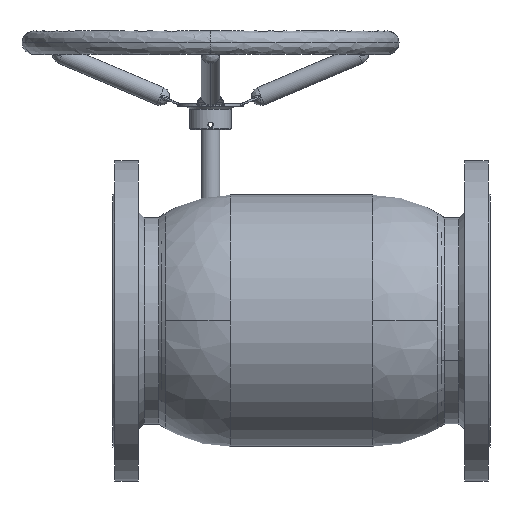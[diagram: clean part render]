
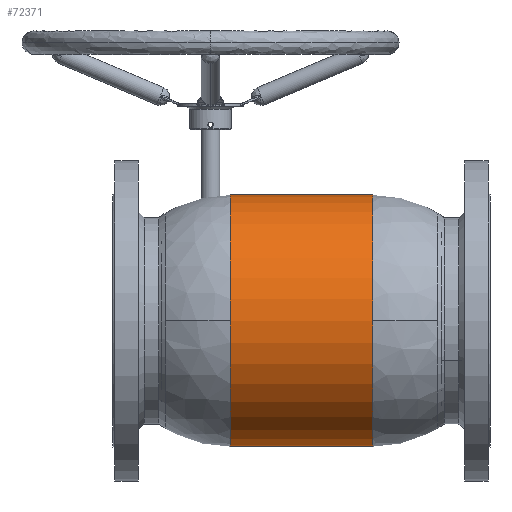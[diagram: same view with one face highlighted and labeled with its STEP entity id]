
A CAD part, front view. The second image highlights one B-rep face of the part: STEP entity #72371.
In plain terms, the highlighted cylindrical face has radius 133.5 mm (diameter 267 mm), a partial arc.
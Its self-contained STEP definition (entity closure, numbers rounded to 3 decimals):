
#44811 = DIRECTION ( 'NONE',  ( 0., -1., 0. ) ) ;
#44812 = DIRECTION ( 'NONE',  ( -1., 0., 0. ) ) ;
#44813 = CARTESIAN_POINT ( 'NONE',  ( -75.5, 0., 0. ) ) ;
#44814 = AXIS2_PLACEMENT_3D ( 'NONE', #44813, #44812, #44811 ) ;
#44815 = CIRCLE ( 'NONE', #44814, 133.5 ) ;
#44816 = DIRECTION ( 'NONE',  ( 0., 1., 0. ) ) ;
#44817 = DIRECTION ( 'NONE',  ( 1., 0., 0. ) ) ;
#44818 = CARTESIAN_POINT ( 'NONE',  ( 75.5, 0., 0. ) ) ;
#44819 = AXIS2_PLACEMENT_3D ( 'NONE', #44818, #44817, #44816 ) ;
#44820 = CIRCLE ( 'NONE', #44819, 133.5 ) ;
#45649 = CARTESIAN_POINT ( 'NONE',  ( 75.5, 0., 0. ) ) ;
#45650 = AXIS2_PLACEMENT_3D ( 'NONE', #45649, #46066, #46065 ) ;
#45652 = CIRCLE ( 'NONE', #45650, 133.5 ) ;
#45658 = CARTESIAN_POINT ( 'NONE',  ( 75.5, -133.5, 0. ) ) ;
#45852 = CARTESIAN_POINT ( 'NONE',  ( -75.5, -133.5, 0. ) ) ;
#45961 = DIRECTION ( 'NONE',  ( 0., 0., 1. ) ) ;
#45963 = DIRECTION ( 'NONE',  ( -1., 0., 0. ) ) ;
#45965 = CARTESIAN_POINT ( 'NONE',  ( 0., 0., 0. ) ) ;
#45967 = AXIS2_PLACEMENT_3D ( 'NONE', #45965, #45963, #45961 ) ;
#45974 = CYLINDRICAL_SURFACE ( 'NONE', #45967, 133.5 ) ;
#46020 = DIRECTION ( 'NONE',  ( 0., -1., 0. ) ) ;
#46021 = DIRECTION ( 'NONE',  ( -1., 0., 0. ) ) ;
#46022 = CARTESIAN_POINT ( 'NONE',  ( -75.5, 0., 0. ) ) ;
#46023 = AXIS2_PLACEMENT_3D ( 'NONE', #46022, #46021, #46020 ) ;
#46024 = CIRCLE ( 'NONE', #46023, 133.5 ) ;
#46025 = FACE_OUTER_BOUND ( 'NONE', #72089, .T. ) ;
#46065 = DIRECTION ( 'NONE',  ( 0., 1., 0. ) ) ;
#46066 = DIRECTION ( 'NONE',  ( 1., 0., 0. ) ) ;
#52078 = CARTESIAN_POINT ( 'NONE',  ( 75.5, 0., 133.5 ) ) ;
#53269 = DIRECTION ( 'NONE',  ( -1., 0., 0. ) ) ;
#53271 = VECTOR ( 'NONE', #53269, 1000. ) ;
#53273 = CARTESIAN_POINT ( 'NONE',  ( 0., 0., 133.5 ) ) ;
#53274 = LINE ( 'NONE', #53273, #53271 ) ;
#53281 = CARTESIAN_POINT ( 'NONE',  ( -75.5, 0., 133.5 ) ) ;
#53285 = CARTESIAN_POINT ( 'NONE',  ( -75.5, 0., -133.5 ) ) ;
#53287 = DIRECTION ( 'NONE',  ( -1., 0., 0. ) ) ;
#53288 = VECTOR ( 'NONE', #53287, 1000. ) ;
#53290 = CARTESIAN_POINT ( 'NONE',  ( 0., 0., -133.5 ) ) ;
#53292 = LINE ( 'NONE', #53290, #53288 ) ;
#55471 = CARTESIAN_POINT ( 'NONE',  ( 75.5, 0., -133.5 ) ) ;
#72089 = EDGE_LOOP ( 'NONE', ( #72090, #72091, #72093, #72095, #72097, #72148 ) ) ;
#72090 = ORIENTED_EDGE ( 'NONE', *, *, #73038, .F. ) ;
#72091 = ORIENTED_EDGE ( 'NONE', *, *, #72291, .F. ) ;
#72093 = ORIENTED_EDGE ( 'NONE', *, *, #72230, .F. ) ;
#72095 = ORIENTED_EDGE ( 'NONE', *, *, #73044, .T. ) ;
#72097 = ORIENTED_EDGE ( 'NONE', *, *, #72231, .F. ) ;
#72148 = ORIENTED_EDGE ( 'NONE', *, *, #72370, .F. ) ;
#72230 = EDGE_CURVE ( 'NONE', #72968, #72289, #44820, .T. ) ;
#72231 = EDGE_CURVE ( 'NONE', #72350, #73042, #44815, .T. ) ;
#72289 = VERTEX_POINT ( 'NONE', #45658 ) ;
#72291 = EDGE_CURVE ( 'NONE', #72289, #73207, #45652, .T. ) ;
#72350 = VERTEX_POINT ( 'NONE', #45852 ) ;
#72370 = EDGE_CURVE ( 'NONE', #73039, #72350, #46024, .T. ) ;
#72371 = ADVANCED_FACE ( 'NONE', ( #46025 ), #45974, .T. ) ;
#72968 = VERTEX_POINT ( 'NONE', #52078 ) ;
#73038 = EDGE_CURVE ( 'NONE', #73207, #73039, #53292, .T. ) ;
#73039 = VERTEX_POINT ( 'NONE', #53285 ) ;
#73042 = VERTEX_POINT ( 'NONE', #53281 ) ;
#73044 = EDGE_CURVE ( 'NONE', #72968, #73042, #53274, .T. ) ;
#73207 = VERTEX_POINT ( 'NONE', #55471 ) ;
